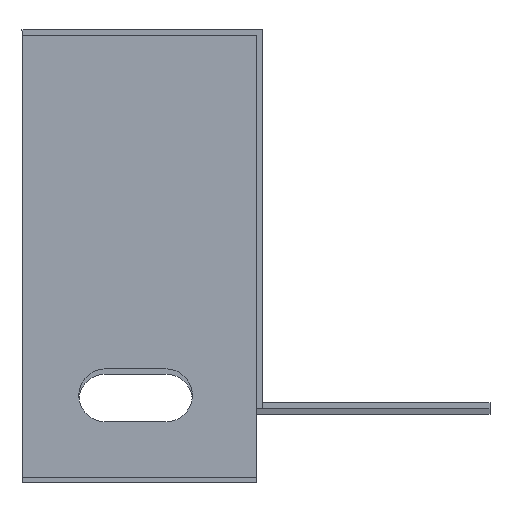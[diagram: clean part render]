
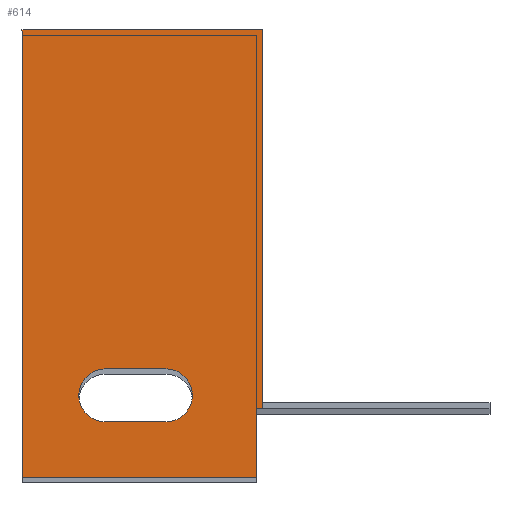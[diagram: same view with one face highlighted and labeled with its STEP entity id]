
A CAD part, top view. The second image highlights one B-rep face of the part: STEP entity #614.
In plain terms, the highlighted planar face has unit normal (0, 0, 1).
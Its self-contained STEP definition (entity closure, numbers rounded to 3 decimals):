
#4 = VECTOR ( 'NONE', #607, 1000. ) ;
#10 = VERTEX_POINT ( 'NONE', #279 ) ;
#15 = CARTESIAN_POINT ( 'NONE',  ( 1493.5, -49.3, 399.8 ) ) ;
#20 = CARTESIAN_POINT ( 'NONE',  ( 1493.5, -58.3, 399.8 ) ) ;
#24 = VERTEX_POINT ( 'NONE', #638 ) ;
#28 = CARTESIAN_POINT ( 'NONE',  ( 1494.3, -48.5, 399.8 ) ) ;
#29 = CIRCLE ( 'NONE', #537, 3.5 ) ;
#34 = VERTEX_POINT ( 'NONE', #20 ) ;
#38 = AXIS2_PLACEMENT_3D ( 'NONE', #591, #669, #238 ) ;
#43 = ORIENTED_EDGE ( 'NONE', *, *, #647, .F. ) ;
#44 = LINE ( 'NONE', #76, #206 ) ;
#52 = EDGE_LOOP ( 'NONE', ( #420, #43, #862, #778 ) ) ;
#53 = VERTEX_POINT ( 'NONE', #15 ) ;
#63 = ORIENTED_EDGE ( 'NONE', *, *, #673, .T. ) ;
#67 = FACE_BOUND ( 'NONE', #52, .T. ) ;
#76 = CARTESIAN_POINT ( 'NONE',  ( 1492.5, -58.3, 399.8 ) ) ;
#81 = VERTEX_POINT ( 'NONE', #28 ) ;
#88 = VERTEX_POINT ( 'NONE', #706 ) ;
#100 = LINE ( 'NONE', #111, #438 ) ;
#111 = CARTESIAN_POINT ( 'NONE',  ( 1494.3, -1.5, 399.8 ) ) ;
#114 = EDGE_LOOP ( 'NONE', ( #63, #587, #807, #499, #795, #130, #637 ) ) ;
#119 = DIRECTION ( 'NONE',  ( -1., 0., 0. ) ) ;
#122 = LINE ( 'NONE', #538, #463 ) ;
#124 = CARTESIAN_POINT ( 'NONE',  ( 1493.5, -58.3, 399.8 ) ) ;
#130 = ORIENTED_EDGE ( 'NONE', *, *, #666, .T. ) ;
#133 = CARTESIAN_POINT ( 'NONE',  ( 1473.5, -44., 399.8 ) ) ;
#206 = VECTOR ( 'NONE', #698, 1000. ) ;
#238 = DIRECTION ( 'NONE',  ( 0., -1., 0. ) ) ;
#260 = VECTOR ( 'NONE', #464, 1000. ) ;
#262 = DIRECTION ( 'NONE',  ( 0., 0., 1. ) ) ;
#279 = CARTESIAN_POINT ( 'NONE',  ( 1481.5, -44., 399.8 ) ) ;
#281 = VECTOR ( 'NONE', #119, 1000. ) ;
#350 = LINE ( 'NONE', #124, #869 ) ;
#374 = CARTESIAN_POINT ( 'NONE',  ( 1481.5, -44., 399.8 ) ) ;
#375 = DIRECTION ( 'NONE',  ( -1., 0., 0. ) ) ;
#384 = DIRECTION ( 'NONE',  ( 0., 1., 0. ) ) ;
#390 = DIRECTION ( 'NONE',  ( 1., 0., 0. ) ) ;
#398 = EDGE_CURVE ( 'NONE', #24, #502, #824, .T. ) ;
#400 = LINE ( 'NONE', #611, #260 ) ;
#407 = EDGE_CURVE ( 'NONE', #586, #454, #400, .T. ) ;
#417 = VECTOR ( 'NONE', #390, 1000. ) ;
#420 = ORIENTED_EDGE ( 'NONE', *, *, #697, .F. ) ;
#426 = EDGE_CURVE ( 'NONE', #686, #502, #695, .T. ) ;
#434 = LINE ( 'NONE', #616, #417 ) ;
#438 = VECTOR ( 'NONE', #750, 1000. ) ;
#450 = FACE_OUTER_BOUND ( 'NONE', #114, .T. ) ;
#454 = VERTEX_POINT ( 'NONE', #802 ) ;
#457 = CARTESIAN_POINT ( 'NONE',  ( 1493.5, 0.8, 399.8 ) ) ;
#462 = CARTESIAN_POINT ( 'NONE',  ( 1462.5, -1., 399.8 ) ) ;
#463 = VECTOR ( 'NONE', #610, 1000. ) ;
#464 = DIRECTION ( 'NONE',  ( 1., 0., 0. ) ) ;
#499 = ORIENTED_EDGE ( 'NONE', *, *, #398, .F. ) ;
#502 = VERTEX_POINT ( 'NONE', #725 ) ;
#507 = EDGE_CURVE ( 'NONE', #454, #10, #29, .T. ) ;
#518 = PLANE ( 'NONE',  #38 ) ;
#527 = LINE ( 'NONE', #374, #281 ) ;
#537 = AXIS2_PLACEMENT_3D ( 'NONE', #613, #817, #683 ) ;
#538 = CARTESIAN_POINT ( 'NONE',  ( 1494.3, -49.3, 399.8 ) ) ;
#585 = EDGE_CURVE ( 'NONE', #686, #81, #100, .T. ) ;
#586 = VERTEX_POINT ( 'NONE', #794 ) ;
#587 = ORIENTED_EDGE ( 'NONE', *, *, #585, .F. ) ;
#591 = CARTESIAN_POINT ( 'NONE',  ( 1492.5, -1., 399.8 ) ) ;
#607 = DIRECTION ( 'NONE',  ( 0., 1., 0. ) ) ;
#610 = DIRECTION ( 'NONE',  ( 0., 1., 0. ) ) ;
#611 = CARTESIAN_POINT ( 'NONE',  ( 1473.5, -51., 399.8 ) ) ;
#613 = CARTESIAN_POINT ( 'NONE',  ( 1481.5, -47.5, 399.8 ) ) ;
#614 = ADVANCED_FACE ( 'NONE', ( #450, #67 ), #518, .T. ) ;
#616 = CARTESIAN_POINT ( 'NONE',  ( 1494.3, -49.3, 399.8 ) ) ;
#637 = ORIENTED_EDGE ( 'NONE', *, *, #692, .T. ) ;
#638 = CARTESIAN_POINT ( 'NONE',  ( 1462.5, -58.3, 399.8 ) ) ;
#647 = EDGE_CURVE ( 'NONE', #10, #712, #527, .T. ) ;
#666 = EDGE_CURVE ( 'NONE', #34, #53, #350, .T. ) ;
#669 = DIRECTION ( 'NONE',  ( 0., 0., 1. ) ) ;
#673 = EDGE_CURVE ( 'NONE', #88, #81, #122, .T. ) ;
#683 = DIRECTION ( 'NONE',  ( 1., 0., 0. ) ) ;
#684 = CARTESIAN_POINT ( 'NONE',  ( 1494.3, 0.8, 399.8 ) ) ;
#686 = VERTEX_POINT ( 'NONE', #684 ) ;
#692 = EDGE_CURVE ( 'NONE', #53, #88, #434, .T. ) ;
#695 = LINE ( 'NONE', #457, #850 ) ;
#696 = CARTESIAN_POINT ( 'NONE',  ( 1473.5, -47.5, 399.8 ) ) ;
#697 = EDGE_CURVE ( 'NONE', #712, #586, #787, .T. ) ;
#698 = DIRECTION ( 'NONE',  ( -1., 0., 0. ) ) ;
#706 = CARTESIAN_POINT ( 'NONE',  ( 1494.3, -49.3, 399.8 ) ) ;
#712 = VERTEX_POINT ( 'NONE', #133 ) ;
#714 = EDGE_CURVE ( 'NONE', #34, #24, #44, .T. ) ;
#725 = CARTESIAN_POINT ( 'NONE',  ( 1462.5, 0.8, 399.8 ) ) ;
#750 = DIRECTION ( 'NONE',  ( 0., -1., 0. ) ) ;
#760 = DIRECTION ( 'NONE',  ( 1., 0., 0. ) ) ;
#778 = ORIENTED_EDGE ( 'NONE', *, *, #407, .F. ) ;
#787 = CIRCLE ( 'NONE', #831, 3.5 ) ;
#794 = CARTESIAN_POINT ( 'NONE',  ( 1473.5, -51., 399.8 ) ) ;
#795 = ORIENTED_EDGE ( 'NONE', *, *, #714, .F. ) ;
#802 = CARTESIAN_POINT ( 'NONE',  ( 1481.5, -51., 399.8 ) ) ;
#807 = ORIENTED_EDGE ( 'NONE', *, *, #426, .T. ) ;
#817 = DIRECTION ( 'NONE',  ( 0., 0., 1. ) ) ;
#824 = LINE ( 'NONE', #462, #4 ) ;
#831 = AXIS2_PLACEMENT_3D ( 'NONE', #696, #262, #760 ) ;
#850 = VECTOR ( 'NONE', #375, 1000. ) ;
#862 = ORIENTED_EDGE ( 'NONE', *, *, #507, .F. ) ;
#869 = VECTOR ( 'NONE', #384, 1000. ) ;
